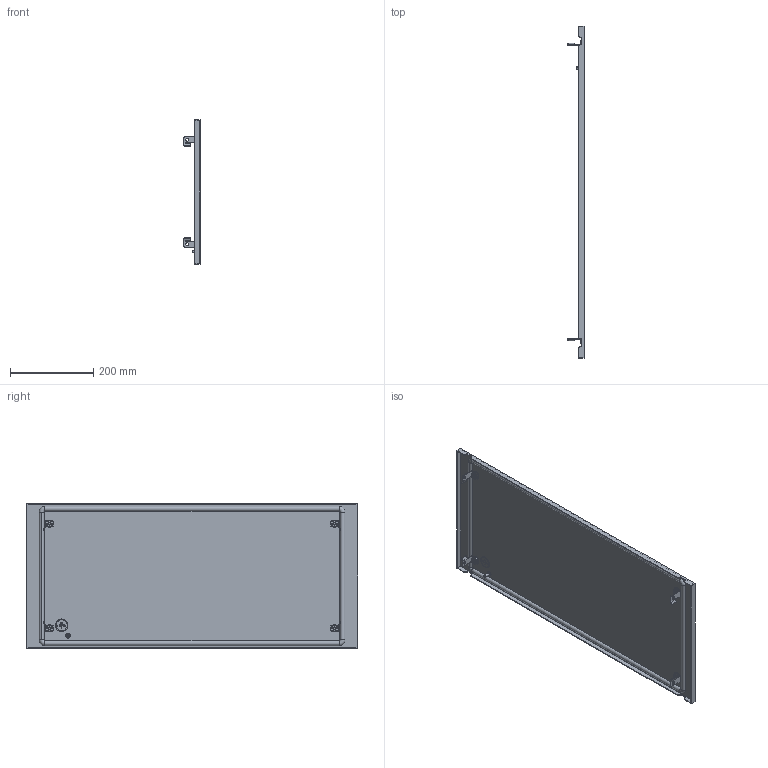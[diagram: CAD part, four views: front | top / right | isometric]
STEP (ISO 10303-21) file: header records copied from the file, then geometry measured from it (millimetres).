
FILE_DESCRIPTION (( 'STEP AP203' ), '1' );
FILE_NAME ('FO-00-PWSB-035-080 FORMAT Ôàëüø-ïàíåëü âíåøíÿÿ ãëóõàÿ 350õ800 IEK.STEP', '2024-07-08T17:24:47', ( '' ), ( '' ), 'SwSTEP 2.0', 'SolidWorks 2022', '' );
FILE_SCHEMA (( 'CONFIG_CONTROL_DESIGN' ));
Length unit declared in the file: millimetre
Products named in the file (1): FO-00-PWSB-035-080 FORMAT Фальш-панель внешняя глухая 350х800 IEK
Bounding box: 38.5 x 795 x 346 mm (x, y, z)
Volume: 724797.2 mm3; surface area: 630986.5 mm2
Topology: 17 solids, 18 shells, 722 faces, 1700 edges, 1025 vertices
Faces by surface type: plane 425, cylinder 231, cone 46, torus 20
Entity records: 20503 total; most frequent: DIRECTION 3710, CARTESIAN_POINT 3446, ORIENTED_EDGE 3396, EDGE_CURVE 1698, AXIS2_PLACEMENT_3D 1289, VECTOR 1132, LINE 1132, VERTEX_POINT 1025
